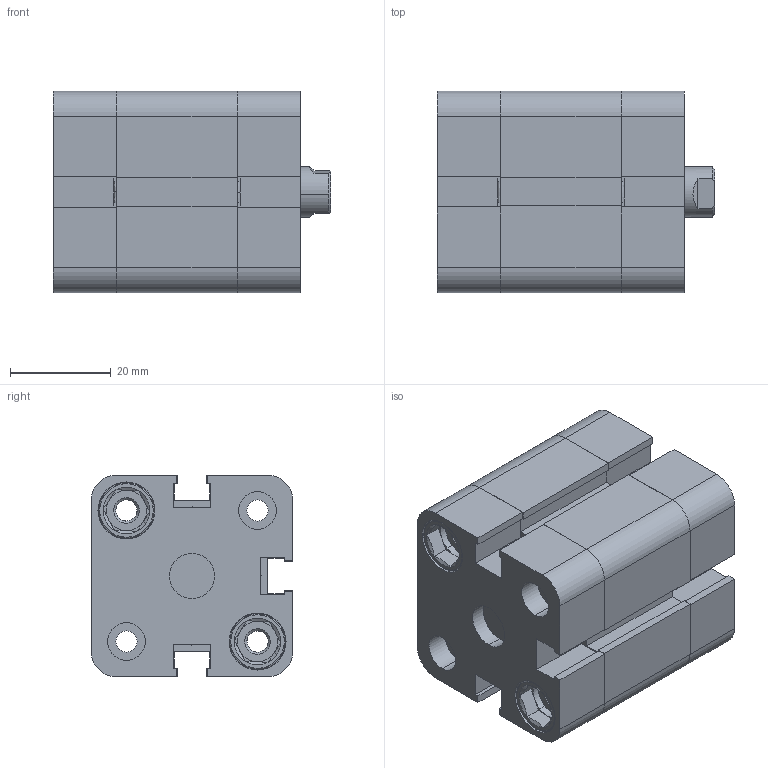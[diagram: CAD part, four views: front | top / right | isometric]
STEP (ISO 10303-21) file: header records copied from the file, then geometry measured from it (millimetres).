
FILE_DESCRIPTION (( 'STEP AP214' ), '1' );
FILE_NAME ('SM_006_025_0010_NP.STEP', '2019-11-14T07:54:53', ( '' ), ( '' ), 'SwSTEP 2.0', 'SolidWorks 2019', '' );
FILE_SCHEMA (( 'AUTOMOTIVE_DESIGN' ));
Length unit declared in the file: millimetre
Products named in the file (21): SM_006_025_0010_NP; Pokrywa ty³ kpl^SM PSM_Pok tyˆ - D025; socket head thin cap screw_din_DIN 7984 - M5 x 18 --- 15.6N; Kopia SMART - U. t³oka S^T³ok kpl_SM PSM_U. tˆoka S - D025; T硂k kpl^SM PSM_T坥k kpl - D025; Sprêzyna SM_PSM_025_L1 napi©cie wst©pne; Kopia Magnes^T³ok kpl_SM PSM_Magnes D025; Kopia SMART - U. t硂ka wklejana^T硂k kpl_SM PSM_U. t坥ka wklejana - D025; Œruba specjalna M8_M5^SM PSM; Kopia SMART - U. t硂ka lu焠a^T硂k kpl_SM PSM_U. t坥ka lu玭a - D025; Kopia Pierœcieñ prowadz¹cy^T³ok kpl_SM PSM_Pier˜cieä prowadz¥cy D025; Pokrywa przód kpl^SM PSM_Pokrywa prz¢d kpl - D025; Kopia SMART - U. typ Oring - pokrywa^Pokrywa prz kpl_SM PSM_U. typ Oring - D025; Kopia Pokrywa przód_Smart - Pok prz¢d - D025; Kopia T硂k^T硂k kpl_SM PSM_T坥k - D025; Kopia Pokrywa ty³_Smart - Pok tyˆ - D025; Kopia SMART - U. typ Oring - pokrywa^Pokrywa tyｳ kpl_SM PSM_U. typ Oring - D025; Kopia SMART - U. t硂czyska^Pokrywa prz骴 kpl_SM PSM_U. t坥czyska - D025; Tuleja^SM PSM_Tuleja - D025; Kopia Tuleja prowadz¹ca^Pokrywa przód kpl_SM PSM_Tuleja prowadz¥ca - D025; T³oczysko^SM PSM_Tˆoczysko - D025
Assembly tree (23 placements, depth 3):
  SM_006_025_0010_NP
    Pokrywa przód kpl^SM PSM_Pokrywa prz¢d kpl - D025
      Kopia Pokrywa przód_Smart - Pok prz¢d - D025
      Kopia SMART - U. typ Oring - pokrywa^Pokrywa prz kpl_SM PSM_U. typ Oring - D025
      Kopia Tuleja prowadz¹ca^Pokrywa przód kpl_SM PSM_Tuleja prowadz¥ca - D025
      Kopia SMART - U. t硂czyska^Pokrywa prz骴 kpl_SM PSM_U. t坥czyska - D025
    Tuleja^SM PSM_Tuleja - D025
    Pokrywa ty³ kpl^SM PSM_Pok tyˆ - D025
      Kopia Pokrywa ty³_Smart - Pok tyˆ - D025
      Kopia SMART - U. typ Oring - pokrywa^Pokrywa tyｳ kpl_SM PSM_U. typ Oring - D025
    T硂k kpl^SM PSM_T坥k kpl - D025
      Kopia T硂k^T硂k kpl_SM PSM_T坥k - D025
      Kopia Magnes^T³ok kpl_SM PSM_Magnes D025
      Kopia Pierœcieñ prowadz¹cy^T³ok kpl_SM PSM_Pier˜cieä prowadz¥cy D025
      Kopia SMART - U. t硂ka lu焠a^T硂k kpl_SM PSM_U. t坥ka lu玭a - D025
      Kopia SMART - U. t硂ka wklejana^T硂k kpl_SM PSM_U. t坥ka wklejana - D025
      Kopia SMART - U. t³oka S^T³ok kpl_SM PSM_U. tˆoka S - D025
    T³oczysko^SM PSM_Tˆoczysko - D025
    Œruba specjalna M8_M5^SM PSM  x4
    socket head thin cap screw_din_DIN 7984 - M5 x 18 --- 15.6N
    Sprêzyna SM_PSM_025_L1 napi©cie wst©pne
Bounding box: 55 x 40 x 40 mm (x, y, z)
Volume: 57379.2 mm3; surface area: 42835.5 mm2
Topology: 21 solids, 21 shells, 792 faces, 1899 edges, 1206 vertices
Faces by surface type: plane 380, cylinder 201, cone 109, bspline 90, torus 12
Entity records: 27214 total; most frequent: CARTESIAN_POINT 10409, ORIENTED_EDGE 3320, DIRECTION 3147, EDGE_CURVE 1660, AXIS2_PLACEMENT_3D 1082, VERTEX_POINT 1074, VECTOR 983, LINE 983
